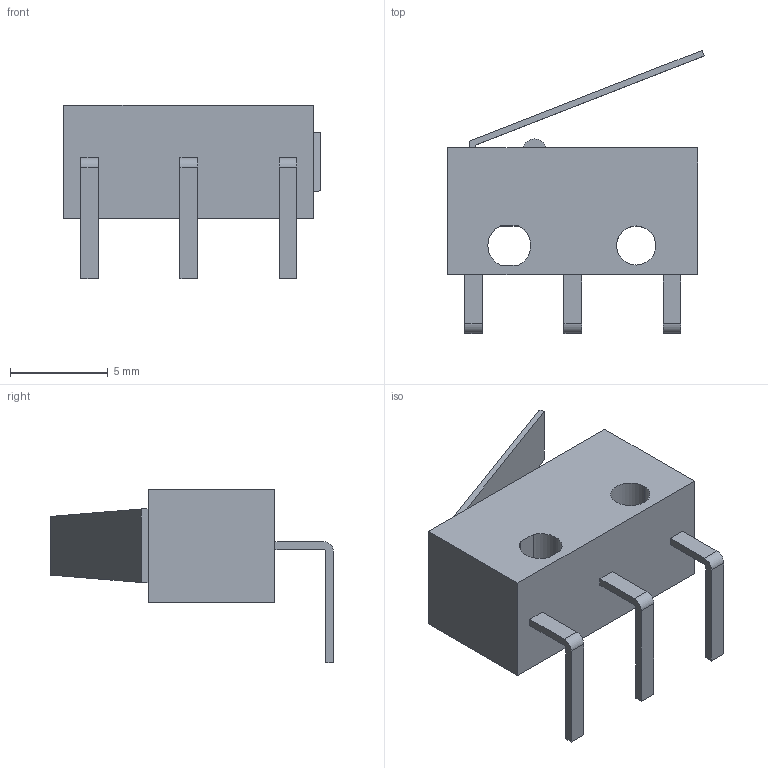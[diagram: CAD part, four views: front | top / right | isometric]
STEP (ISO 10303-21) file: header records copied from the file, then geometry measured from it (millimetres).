
FILE_DESCRIPTION (( 'STEP AP203' ), '1' );
FILE_NAME ('D2F_01FL_A.step', '2013-07-18T11:08:07', ( 'OSMC1.0 TAKUMI' ), ( 'TAKUMI-Engniaring' ), 'SwSTEP 2.0', 'SolidWorks 2002025', '' );
FILE_SCHEMA (( 'CONFIG_CONTROL_DESIGN' ));
Length unit declared in the file: millimetre
Products named in the file (3): D2F_01FL_A; D2F_01FL_A.ACTUATOR; D2F_01FL_A.BASE
Assembly tree (2 placements, depth 2):
  D2F_01FL_A
    D2F_01FL_A.BASE
    D2F_01FL_A.ACTUATOR
Bounding box: 13.13 x 14.5 x 8.9 mm (x, y, z)
Volume: 466.7 mm3; surface area: 620 mm2
Topology: 2 solids, 2 shells, 51 faces, 129 edges, 86 vertices
Faces by surface type: plane 39, cylinder 12
Entity records: 1840 total; most frequent: CARTESIAN_POINT 271, DIRECTION 265, ORIENTED_EDGE 258, EDGE_CURVE 129, LINE 105, VECTOR 105, VERTEX_POINT 86, AXIS2_PLACEMENT_3D 80
